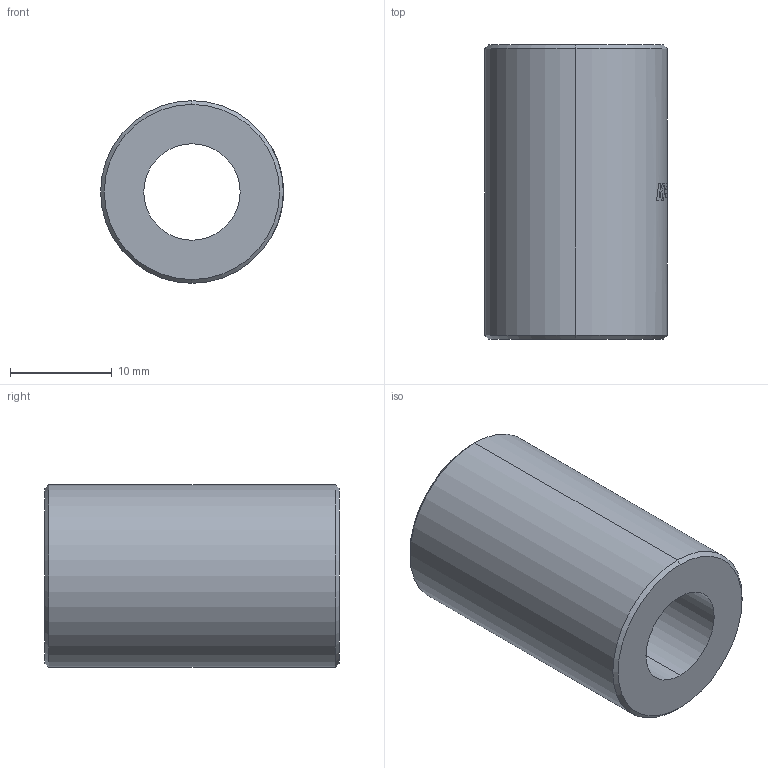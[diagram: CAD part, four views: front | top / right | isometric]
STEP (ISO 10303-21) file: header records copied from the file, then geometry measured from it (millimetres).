
FILE_DESCRIPTION (( 'STEP AP214' ), '1' );
FILE_NAME ('EC_KBC_D18D29.5T29.STEP', '2023-11-17T01:09:22', ( '' ), ( '' ), 'SwSTEP 2.0', 'SolidWorks 2021', '' );
FILE_SCHEMA (( 'AUTOMOTIVE_DESIGN' ));
Length unit declared in the file: millimetre
Products named in the file (1): EC_KBC_D18D29.5T29
Bounding box: 18.01 x 29 x 18 mm (x, y, z)
Volume: 5316.4 mm3; surface area: 2848.2 mm2
Topology: 1 solids, 1 shells, 66 faces, 179 edges, 118 vertices
Faces by surface type: bspline 31, plane 24, cylinder 7, cone 4
Entity records: 2410 total; most frequent: CARTESIAN_POINT 858, ORIENTED_EDGE 358, DIRECTION 194, EDGE_CURVE 179, VERTEX_POINT 118, B_SPLINE_CURVE_WITH_KNOTS 113, AXIS2_PLACEMENT_3D 92, EDGE_LOOP 71
